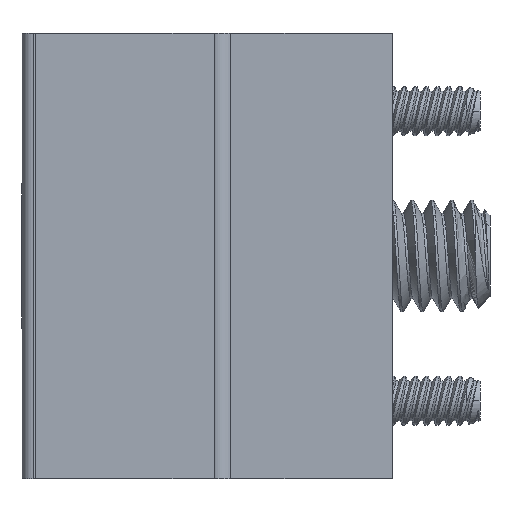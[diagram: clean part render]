
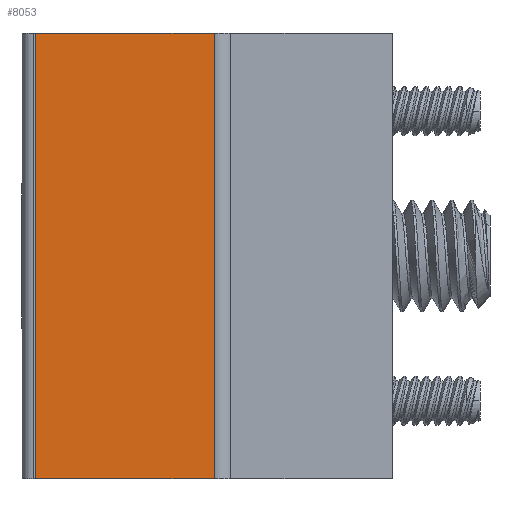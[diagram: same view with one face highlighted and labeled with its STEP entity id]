
A CAD part, left-side view. The second image highlights one B-rep face of the part: STEP entity #8053.
In plain terms, the highlighted planar face has unit normal (-1, 0, 0).
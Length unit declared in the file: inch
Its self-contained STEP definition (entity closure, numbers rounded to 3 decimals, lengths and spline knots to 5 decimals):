
#652 = DIRECTION ( 'NONE',  ( 0., 0., 1. ) ) ;
#1071 = VERTEX_POINT ( 'NONE', #7543 ) ;
#1192 = CARTESIAN_POINT ( 'NONE',  ( -1., 0.5, -1.25 ) ) ;
#1228 = DIRECTION ( 'NONE',  ( 0., -1., 0. ) ) ;
#1527 = VERTEX_POINT ( 'NONE', #6320 ) ;
#2559 = VECTOR ( 'NONE', #5697, 39.37008 ) ;
#2573 = CARTESIAN_POINT ( 'NONE',  ( -1., 0., 0. ) ) ;
#3504 = ORIENTED_EDGE ( 'NONE', *, *, #10417, .F. ) ;
#4150 = DIRECTION ( 'NONE',  ( 0., 0., -1. ) ) ;
#4227 = CARTESIAN_POINT ( 'NONE',  ( -1., 0.5, 0. ) ) ;
#4372 = LINE ( 'NONE', #7088, #11464 ) ;
#4580 = VECTOR ( 'NONE', #7791, 39.37008 ) ;
#5073 = CARTESIAN_POINT ( 'NONE',  ( -1., 1., -1.25 ) ) ;
#5088 = PLANE ( 'NONE',  #8355 ) ;
#5266 = DIRECTION ( 'NONE',  ( -1., 0., 0. ) ) ;
#5315 = FACE_OUTER_BOUND ( 'NONE', #8305, .T. ) ;
#5675 = VERTEX_POINT ( 'NONE', #5073 ) ;
#5697 = DIRECTION ( 'NONE',  ( 0., 0., -1. ) ) ;
#5985 = VECTOR ( 'NONE', #1228, 39.37008 ) ;
#6320 = CARTESIAN_POINT ( 'NONE',  ( -1., 0.5, -1.25 ) ) ;
#6492 = EDGE_CURVE ( 'NONE', #5675, #1527, #10166, .T. ) ;
#7047 = EDGE_CURVE ( 'NONE', #7297, #1527, #7412, .T. ) ;
#7088 = CARTESIAN_POINT ( 'NONE',  ( -1., 1., -1.25 ) ) ;
#7226 = ORIENTED_EDGE ( 'NONE', *, *, #6492, .T. ) ;
#7297 = VERTEX_POINT ( 'NONE', #4227 ) ;
#7412 = LINE ( 'NONE', #1192, #2559 ) ;
#7543 = CARTESIAN_POINT ( 'NONE',  ( -1., 1., 0. ) ) ;
#7791 = DIRECTION ( 'NONE',  ( 0., -1., 0. ) ) ;
#8053 = ADVANCED_FACE ( 'NONE', ( #5315 ), #5088, .T. ) ;
#8305 = EDGE_LOOP ( 'NONE', ( #7226, #9434, #3504, #11146 ) ) ;
#8350 = EDGE_CURVE ( 'NONE', #1071, #5675, #4372, .T. ) ;
#8355 = AXIS2_PLACEMENT_3D ( 'NONE', #10530, #5266, #652 ) ;
#9269 = CARTESIAN_POINT ( 'NONE',  ( -1., 0., -1.25 ) ) ;
#9434 = ORIENTED_EDGE ( 'NONE', *, *, #7047, .F. ) ;
#10166 = LINE ( 'NONE', #9269, #5985 ) ;
#10417 = EDGE_CURVE ( 'NONE', #1071, #7297, #11290, .T. ) ;
#10530 = CARTESIAN_POINT ( 'NONE',  ( -1., 0.5, -1.25 ) ) ;
#11146 = ORIENTED_EDGE ( 'NONE', *, *, #8350, .T. ) ;
#11290 = LINE ( 'NONE', #2573, #4580 ) ;
#11464 = VECTOR ( 'NONE', #4150, 39.37008 ) ;
